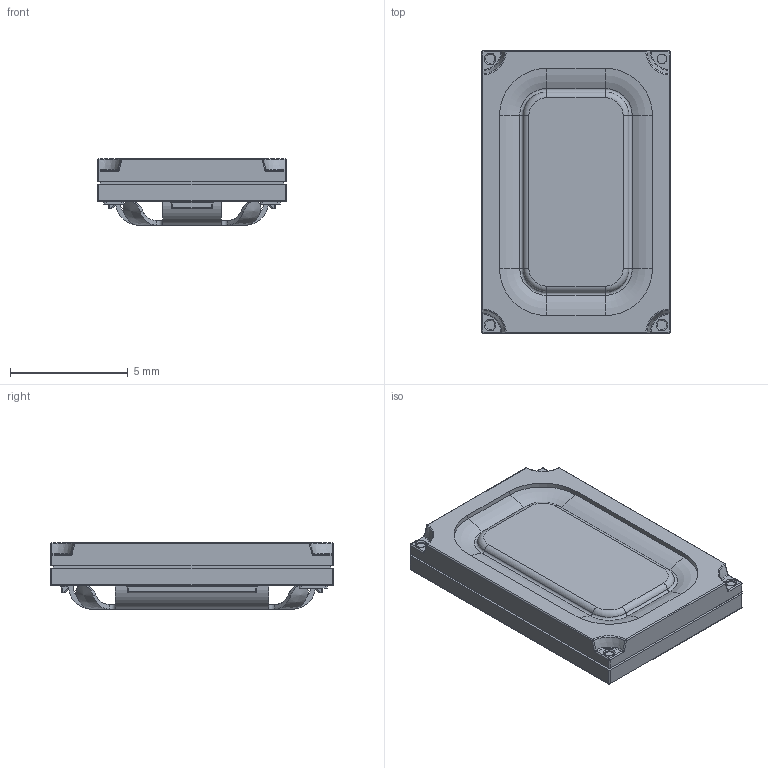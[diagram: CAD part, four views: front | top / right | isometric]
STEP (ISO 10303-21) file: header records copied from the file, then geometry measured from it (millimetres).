
FILE_DESCRIPTION(/* description */ (''),/* implementation_level */ '2;1');
FILE_NAME(/* name */ 'Soberton - SP-1208.step',/* time_stamp */ '2020-08-26T21:18:02+01:00',/* author */ (''),/* organization */ (''),/* preprocessor_version */ 'ST-DEVELOPER v18.1',/* originating_system */ 'Autodesk Translation Framework v9.3.0.1241',/* authorisation */ '');
FILE_SCHEMA (('AUTOMOTIVE_DESIGN { 1 0 10303 214 3 1 1 }'));
Length unit declared in the file: millimetre
Products named in the file (1): Soberton - SP-1208
Bounding box: 8 x 12 x 2.83 mm (x, y, z)
Volume: 129.9 mm3; surface area: 446.1 mm2
Topology: 2 solids, 2 shells, 346 faces, 805 edges, 473 vertices
Faces by surface type: cylinder 121, plane 96, bspline 48, torus 47, sphere 30, cone 4
Full cylindrical faces by diameter (mm): 0.4 x4
Entity records: 11433 total; most frequent: CARTESIAN_POINT 3554, DIRECTION 1625, ORIENTED_EDGE 1610, EDGE_CURVE 805, AXIS2_PLACEMENT_3D 641, VERTEX_POINT 473, EDGE_LOOP 356, FACE_OUTER_BOUND 346
